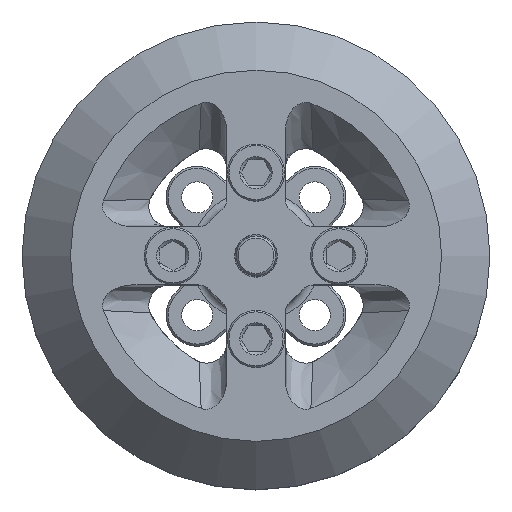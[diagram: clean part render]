
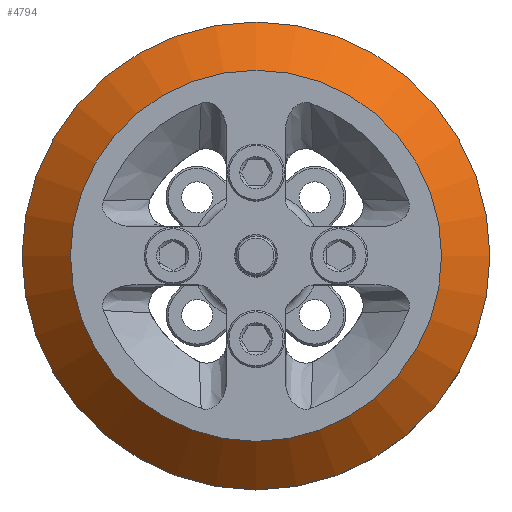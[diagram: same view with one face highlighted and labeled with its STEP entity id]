
A CAD part, top view. The second image highlights one B-rep face of the part: STEP entity #4794.
In plain terms, the highlighted conical face has half-angle 45 degrees and reference radius 20.175 mm.
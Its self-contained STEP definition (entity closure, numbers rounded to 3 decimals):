
#304=CONICAL_SURFACE('',#5394,20.175,0.785);
#602=LINE('',#11174,#873);
#873=VECTOR('',#6776,20.175);
#1302=FACE_OUTER_BOUND('',#1617,.T.);
#1617=EDGE_LOOP('',(#4453,#4454,#4455,#4456));
#1894=CIRCLE('',#5393,17.85);
#1895=CIRCLE('',#5395,22.5);
#2346=VERTEX_POINT('',#11169);
#2347=VERTEX_POINT('',#11172);
#3049=EDGE_CURVE('',#2346,#2346,#1894,.T.);
#3050=EDGE_CURVE('',#2347,#2347,#1895,.T.);
#3051=EDGE_CURVE('',#2347,#2346,#602,.T.);
#4453=ORIENTED_EDGE('',*,*,#3050,.F.);
#4454=ORIENTED_EDGE('',*,*,#3051,.T.);
#4455=ORIENTED_EDGE('',*,*,#3049,.T.);
#4456=ORIENTED_EDGE('',*,*,#3051,.F.);
#4794=ADVANCED_FACE('',(#1302),#304,.T.);
#5393=AXIS2_PLACEMENT_3D('',#11170,#6770,#6771);
#5394=AXIS2_PLACEMENT_3D('',#11171,#6772,#6773);
#5395=AXIS2_PLACEMENT_3D('',#11173,#6774,#6775);
#6770=DIRECTION('center_axis',(0.,0.,-1.));
#6771=DIRECTION('ref_axis',(1.,0.,0.));
#6772=DIRECTION('center_axis',(0.,0.,-1.));
#6773=DIRECTION('ref_axis',(0.,1.,0.));
#6774=DIRECTION('center_axis',(0.,0.,-1.));
#6775=DIRECTION('ref_axis',(1.,0.,0.));
#6776=DIRECTION('',(0.,0.707,0.707));
#11169=CARTESIAN_POINT('',(0.,-17.85,24.2));
#11170=CARTESIAN_POINT('Origin',(0.,0.,24.2));
#11171=CARTESIAN_POINT('Origin',(0.,0.,21.875));
#11172=CARTESIAN_POINT('',(0.,-22.5,19.55));
#11173=CARTESIAN_POINT('Origin',(0.,0.,19.55));
#11174=CARTESIAN_POINT('',(0.,-20.175,21.875));
